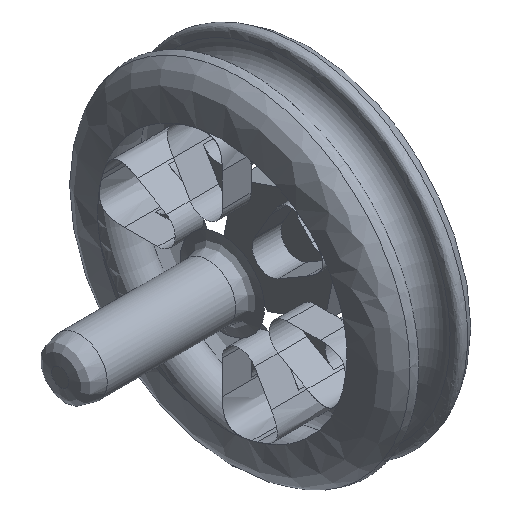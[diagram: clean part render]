
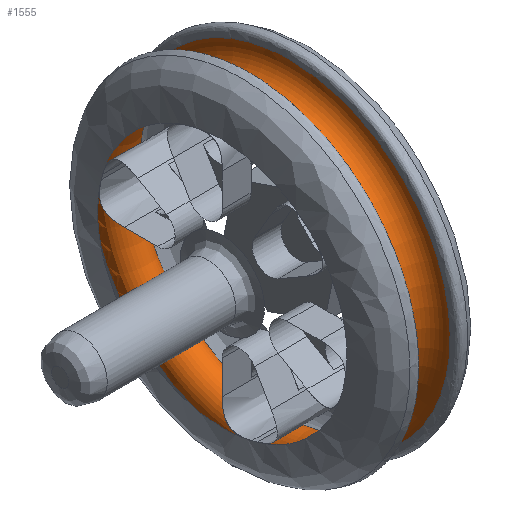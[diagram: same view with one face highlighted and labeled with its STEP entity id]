
A CAD part, isometric view. The second image highlights one B-rep face of the part: STEP entity #1555.
In plain terms, the highlighted toroidal (fillet/blend) face has major radius 8.25 mm and minor radius 1 mm.
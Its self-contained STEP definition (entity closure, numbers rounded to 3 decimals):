
#266=CIRCLE('',#1634,1.);
#315=TOROIDAL_SURFACE('',#1633,8.25,1.);
#320=FACE_OUTER_BOUND('',#398,.T.);
#398=EDGE_LOOP('',(#1083,#1084,#1085,#1086,#1087,#1088));
#475=B_SPLINE_CURVE_WITH_KNOTS('',3,(#2135,#2136,#2137,#2138,#2139,#2140,
#2141,#2142,#2143,#2144,#2145,#2146),.UNSPECIFIED.,.F.,.F.,(4,1,1,1,1,1,
1,1,1,4),(0.,0.186,0.372,0.699,1.026,
1.352,1.679,2.006,2.332,2.637),
 .UNSPECIFIED.);
#476=B_SPLINE_CURVE_WITH_KNOTS('',3,(#2147,#2148,#2149,#2150,#2151,#2152,
#2153,#2154,#2155,#2156,#2157,#2158),.UNSPECIFIED.,.F.,.F.,(4,1,1,1,1,1,
1,1,1,4),(2.637,2.659,2.986,3.312,
3.639,3.966,4.292,4.619,4.945,
5.272),.UNSPECIFIED.);
#504=B_SPLINE_CURVE_WITH_KNOTS('',3,(#2564,#2565,#2566,#2567,#2568,#2569,
#2570,#2571,#2572,#2573,#2574,#2575),.UNSPECIFIED.,.F.,.F.,(4,1,1,1,1,1,
1,1,1,4),(0.,0.339,0.666,0.993,1.32,
1.646,1.973,2.3,2.626,2.635),
 .UNSPECIFIED.);
#505=B_SPLINE_CURVE_WITH_KNOTS('',3,(#2576,#2577,#2578,#2579,#2580,#2581,
#2582,#2583,#2584,#2585,#2586,#2587),.UNSPECIFIED.,.F.,.F.,(4,1,1,1,1,1,
1,1,1,4),(2.635,2.953,3.279,3.606,
3.933,4.259,4.586,4.772,4.958,
5.272),.UNSPECIFIED.);
#592=VERTEX_POINT('',#2129);
#593=VERTEX_POINT('',#2134);
#619=VERTEX_POINT('',#2558);
#620=VERTEX_POINT('',#2563);
#763=EDGE_CURVE('',#592,#593,#475,.T.);
#764=EDGE_CURVE('',#593,#592,#476,.T.);
#792=EDGE_CURVE('',#619,#620,#504,.T.);
#793=EDGE_CURVE('',#620,#619,#505,.T.);
#820=EDGE_CURVE('',#593,#620,#266,.T.);
#1083=ORIENTED_EDGE('',*,*,#763,.F.);
#1084=ORIENTED_EDGE('',*,*,#764,.F.);
#1085=ORIENTED_EDGE('',*,*,#820,.T.);
#1086=ORIENTED_EDGE('',*,*,#792,.F.);
#1087=ORIENTED_EDGE('',*,*,#793,.F.);
#1088=ORIENTED_EDGE('',*,*,#820,.F.);
#1555=ADVANCED_FACE('',(#320),#315,.F.);
#1633=AXIS2_PLACEMENT_3D('',#2898,#1744,#1745);
#1634=AXIS2_PLACEMENT_3D('',#2899,#1746,#1747);
#1744=DIRECTION('center_axis',(1.,0.,0.));
#1745=DIRECTION('ref_axis',(0.,0.,-1.));
#1746=DIRECTION('center_axis',(0.,1.,0.));
#1747=DIRECTION('ref_axis',(0.,0.,
1.));
#2129=CARTESIAN_POINT('',(10.44,-9.45,-14.89));
#2134=CARTESIAN_POINT('',(10.44,-9.45,1.89));
#2135=CARTESIAN_POINT('Ctrl Pts',(10.44,-9.45,-14.89));
#2136=CARTESIAN_POINT('Ctrl Pts',(10.44,-8.831,-14.89));
#2137=CARTESIAN_POINT('Ctrl Pts',(10.44,-7.597,-14.753));
#2138=CARTESIAN_POINT('Ctrl Pts',(10.44,-5.39,-13.996));
#2139=CARTESIAN_POINT('Ctrl Pts',(10.44,-3.091,-12.299));
#2140=CARTESIAN_POINT('Ctrl Pts',(10.44,-1.367,-9.451));
#2141=CARTESIAN_POINT('Ctrl Pts',(10.44,-0.851,-6.162));
#2142=CARTESIAN_POINT('Ctrl Pts',(10.44,-1.624,-2.922));
#2143=CARTESIAN_POINT('Ctrl Pts',(10.44,-3.568,-0.219));
#2144=CARTESIAN_POINT('Ctrl Pts',(10.44,-6.33,1.505));
#2145=CARTESIAN_POINT('Ctrl Pts',(10.44,-8.434,1.89));
#2146=CARTESIAN_POINT('Ctrl Pts',(10.44,-9.45,1.891));
#2147=CARTESIAN_POINT('Ctrl Pts',(10.44,-9.45,1.891));
#2148=CARTESIAN_POINT('Ctrl Pts',(10.44,-9.523,1.891));
#2149=CARTESIAN_POINT('Ctrl Pts',(10.44,-10.686,1.876));
#2150=CARTESIAN_POINT('Ctrl Pts',(10.44,-12.924,1.373));
#2151=CARTESIAN_POINT('Ctrl Pts',(10.44,-15.654,-0.536));
#2152=CARTESIAN_POINT('Ctrl Pts',(10.44,-17.453,-3.338));
#2153=CARTESIAN_POINT('Ctrl Pts',(10.44,-18.055,-6.612));
#2154=CARTESIAN_POINT('Ctrl Pts',(10.44,-17.367,-9.872));
#2155=CARTESIAN_POINT('Ctrl Pts',(10.44,-15.495,-12.624));
#2156=CARTESIAN_POINT('Ctrl Pts',(10.44,-12.719,-14.461));
#2157=CARTESIAN_POINT('Ctrl Pts',(10.44,-10.536,-14.89));
#2158=CARTESIAN_POINT('Ctrl Pts',(10.44,-9.45,-14.89));
#2558=CARTESIAN_POINT('',(8.46,-9.45,-14.89));
#2563=CARTESIAN_POINT('',(8.46,-9.45,1.89));
#2564=CARTESIAN_POINT('Ctrl Pts',(8.46,-9.45,-14.89));
#2565=CARTESIAN_POINT('Ctrl Pts',(8.46,-10.582,-14.89));
#2566=CARTESIAN_POINT('Ctrl Pts',(8.46,-12.803,-14.435));
#2567=CARTESIAN_POINT('Ctrl Pts',(8.46,-15.588,-12.532));
#2568=CARTESIAN_POINT('Ctrl Pts',(8.46,-17.418,-9.75));
#2569=CARTESIAN_POINT('Ctrl Pts',(8.46,-18.055,-6.482));
#2570=CARTESIAN_POINT('Ctrl Pts',(8.46,-17.404,-3.216));
#2571=CARTESIAN_POINT('Ctrl Pts',(8.46,-15.562,-0.442));
#2572=CARTESIAN_POINT('Ctrl Pts',(8.46,-12.805,1.425));
#2573=CARTESIAN_POINT('Ctrl Pts',(8.46,-10.6,1.884));
#2574=CARTESIAN_POINT('Ctrl Pts',(8.46,-9.481,1.891));
#2575=CARTESIAN_POINT('Ctrl Pts',(8.46,-9.45,1.891));
#2576=CARTESIAN_POINT('Ctrl Pts',(8.46,-9.45,1.891));
#2577=CARTESIAN_POINT('Ctrl Pts',(8.46,-8.391,1.891));
#2578=CARTESIAN_POINT('Ctrl Pts',(8.46,-6.244,1.479));
#2579=CARTESIAN_POINT('Ctrl Pts',(8.46,-3.473,-0.309));
#2580=CARTESIAN_POINT('Ctrl Pts',(8.46,-1.569,-3.043));
#2581=CARTESIAN_POINT('Ctrl Pts',(8.46,-0.847,-6.292));
#2582=CARTESIAN_POINT('Ctrl Pts',(8.46,-1.412,-9.574));
#2583=CARTESIAN_POINT('Ctrl Pts',(8.46,-2.931,-11.993));
#2584=CARTESIAN_POINT('Ctrl Pts',(8.46,-4.708,-13.504));
#2585=CARTESIAN_POINT('Ctrl Pts',(8.46,-6.735,-14.574));
#2586=CARTESIAN_POINT('Ctrl Pts',(8.46,-8.403,-14.89));
#2587=CARTESIAN_POINT('Ctrl Pts',(8.46,-9.45,-14.89));
#2898=CARTESIAN_POINT('Origin',(9.45,-9.45,-6.5));
#2899=CARTESIAN_POINT('Origin',(9.45,-9.45,1.75));
